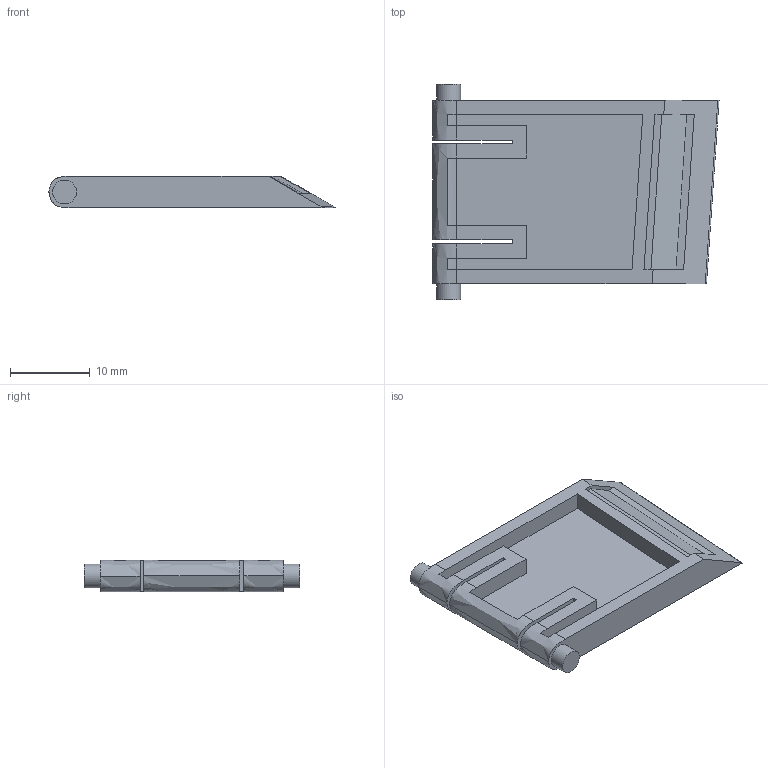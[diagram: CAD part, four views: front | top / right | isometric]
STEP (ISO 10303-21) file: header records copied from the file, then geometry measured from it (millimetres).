
FILE_DESCRIPTION(/* description */ (''),/* implementation_level */ '2;1');
FILE_NAME(/* name */ 'logitechg402Abottomsupport.stp',/* time_stamp */ '2023-12-04T03:00:13+05:30',/* author */ (''),/* organization */ (''),/* preprocessor_version */ 'ST-DEVELOPER v19.4',/* originating_system */ 'SIEMENS PLM Software NX2306.7002',/* authorisation */ '');
FILE_SCHEMA (('AUTOMOTIVE_DESIGN { 1 0 10303 214 3 1 1 1 }'));
Length unit declared in the file: millimetre
Products named in the file (1): molded_part1
Bounding box: 35.82 x 27 x 4 mm (x, y, z)
Volume: 1982.7 mm3; surface area: 2395.2 mm2
Topology: 1 solids, 1 shells, 46 faces, 152 edges, 137 vertices
Faces by surface type: plane 31, bspline 13, cylinder 2
Full cylindrical faces by diameter (mm): 3 x2
Entity records: 2386 total; most frequent: CARTESIAN_POINT 1098, ORIENTED_EDGE 248, DIRECTION 175, EDGE_CURVE 124, LINE 95, VECTOR 95, VERTEX_POINT 84, EDGE_LOOP 50
